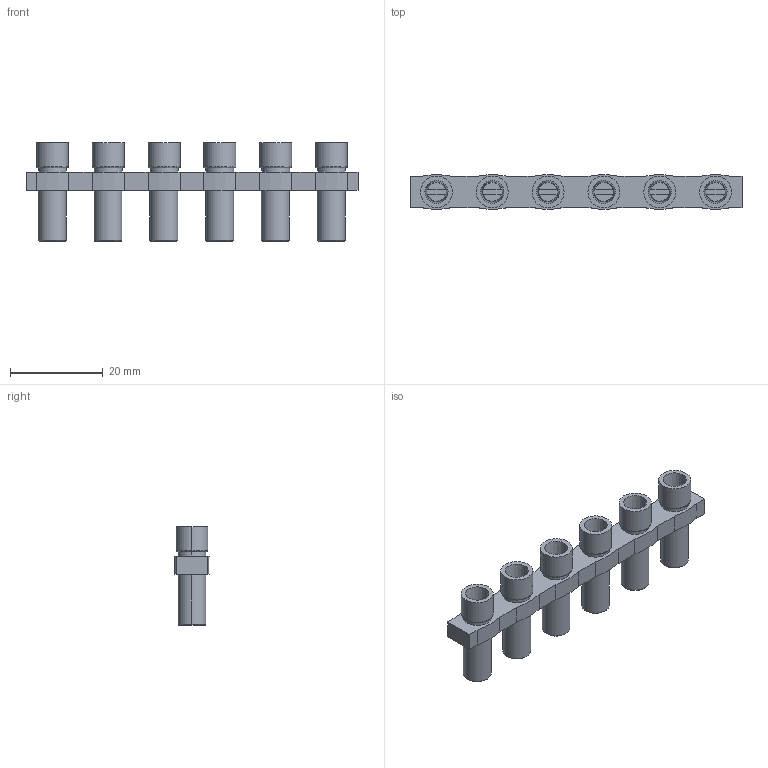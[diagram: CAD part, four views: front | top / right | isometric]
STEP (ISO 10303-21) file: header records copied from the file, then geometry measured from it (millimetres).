
FILE_DESCRIPTION (( 'STEP AP203' ), '1' );
FILE_NAME ('6''LI - MRK 16 ÜST KÖPRÜ VÝDALI.STEP', '2020-03-26T06:53:27', ( '' ), ( '' ), 'SwSTEP 2.0', 'SolidWorks 2011', '' );
FILE_SCHEMA (( 'CONFIG_CONTROL_DESIGN' ));
Length unit declared in the file: millimetre
Products named in the file (1): 6''LI - MRK 16 ÜST KÖPRÜ VÝDALI
Bounding box: 71.4 x 7.32 x 21.2 mm (x, y, z)
Volume: 4586.9 mm3; surface area: 5188.3 mm2
Topology: 1 solids, 7 shells, 288 faces, 666 edges, 436 vertices
Faces by surface type: cylinder 100, plane 98, bspline 54, cone 36
Entity records: 9105 total; most frequent: CARTESIAN_POINT 2591, DIRECTION 1366, ORIENTED_EDGE 1332, EDGE_CURVE 666, AXIS2_PLACEMENT_3D 579, VERTEX_POINT 436, EDGE_LOOP 344, CIRCLE 344
